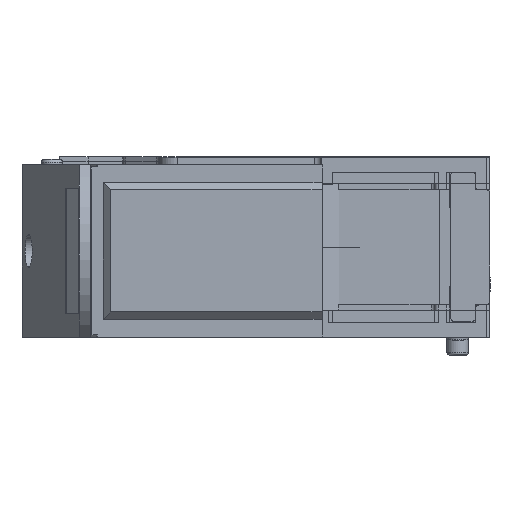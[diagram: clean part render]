
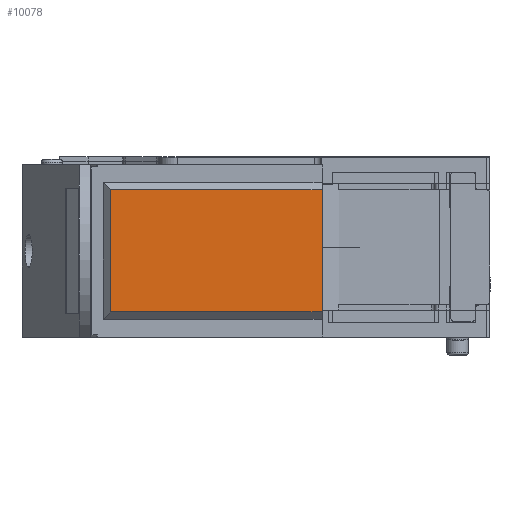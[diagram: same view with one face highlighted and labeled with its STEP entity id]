
A CAD part, left-side view. The second image highlights one B-rep face of the part: STEP entity #10078.
In plain terms, the highlighted planar face has unit normal (-1, 0, 0).
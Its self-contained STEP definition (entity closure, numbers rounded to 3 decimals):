
#10078 = ADVANCED_FACE( '    F153', ( #29739 ), #29740, .T. );
#11436 = EDGE_CURVE( '    E455', #31908, #31909, #31910, .T. );
#21769 = EDGE_CURVE( '    E457', #31909, #43545, #45657, .T. );
#24220 = EDGE_CURVE( '    E453', #43545, #48505, #48506, .T. );
#25294 = EDGE_CURVE( '    E100', #48505, #31908, #49743, .T. );
#29739 = FACE_OUTER_BOUND( '', #59256, .T. );
#29740 = PLANE( '', #59257 );
#31908 = VERTEX_POINT( '', #63933 );
#31909 = VERTEX_POINT( '', #63934 );
#31910 = LINE( '', #63935, #63936 );
#43545 = VERTEX_POINT( '', #84362 );
#45657 = LINE( '', #87931, #87932 );
#48505 = VERTEX_POINT( '', #92842 );
#48506 = LINE( '', #92843, #92844 );
#49743 = LINE( '', #95470, #95471 );
#59256 = EDGE_LOOP( '', ( #101103, #101104, #101105, #101106 ) );
#59257 = AXIS2_PLACEMENT_3D( '', #101107, #101108, #101109 );
#63933 = CARTESIAN_POINT( '', ( 1373.438, 593.605, 58. ) );
#63934 = CARTESIAN_POINT( '', ( 1373.438, 623.105, 58. ) );
#63935 = CARTESIAN_POINT( '', ( 1373.438, 608.355, 58. ) );
#63936 = VECTOR( '', #103693, 1000. );
#84362 = CARTESIAN_POINT( '', ( 1373.438, 623.105, 41. ) );
#87931 = CARTESIAN_POINT( '', ( 1373.438, 623.105, 49.5 ) );
#87932 = VECTOR( '', #120443, 1000. );
#92842 = CARTESIAN_POINT( '', ( 1373.438, 593.605, 41. ) );
#92843 = CARTESIAN_POINT( '', ( 1373.438, 608.355, 41. ) );
#92844 = VECTOR( '', #124584, 1000. );
#95470 = CARTESIAN_POINT( '', ( 1373.438, 593.605, 49.5 ) );
#95471 = VECTOR( '', #126521, 1000. );
#101103 = ORIENTED_EDGE( '', *, *, #11436, .T. );
#101104 = ORIENTED_EDGE( '', *, *, #21769, .T. );
#101105 = ORIENTED_EDGE( '', *, *, #24220, .T. );
#101106 = ORIENTED_EDGE( '', *, *, #25294, .T. );
#101107 = CARTESIAN_POINT( '', ( 1373.438, 625.655, 61.5 ) );
#101108 = DIRECTION( '', ( -1., 0., 0. ) );
#101109 = DIRECTION( '', ( 0., -1., 0. ) );
#103693 = DIRECTION( '', ( 0., 1., 0. ) );
#120443 = DIRECTION( '', ( 0., 0., -1. ) );
#124584 = DIRECTION( '', ( 0., -1., 0. ) );
#126521 = DIRECTION( '', ( 0., 0., 1. ) );
